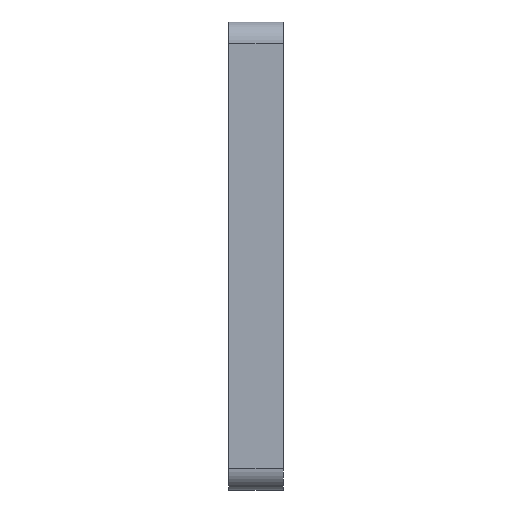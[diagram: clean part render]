
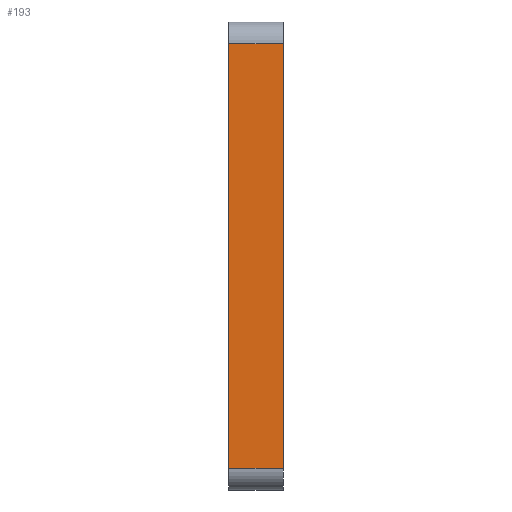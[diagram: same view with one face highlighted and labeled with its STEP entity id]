
A CAD part, left-side view. The second image highlights one B-rep face of the part: STEP entity #193.
In plain terms, the highlighted planar face has unit normal (-1, 0, 0).
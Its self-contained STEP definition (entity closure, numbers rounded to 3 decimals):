
#103 = PLANE ( 'NONE',  #293 ) ;
#114 = CARTESIAN_POINT ( 'NONE',  ( -48., 0., -43. ) ) ;
#132 = EDGE_CURVE ( 'NONE', #890, #448, #659, .T. ) ;
#179 = DIRECTION ( 'NONE',  ( 0., 0., 1. ) ) ;
#193 = ADVANCED_FACE ( 'NONE', ( #522 ), #103, .T. ) ;
#199 = LINE ( 'NONE', #628, #473 ) ;
#206 = VERTEX_POINT ( 'NONE', #896 ) ;
#231 = DIRECTION ( 'NONE',  ( 0., -1., 0. ) ) ;
#241 = DIRECTION ( 'NONE',  ( -1., 0., 0. ) ) ;
#242 = LINE ( 'NONE', #114, #400 ) ;
#256 = ORIENTED_EDGE ( 'NONE', *, *, #357, .T. ) ;
#269 = ORIENTED_EDGE ( 'NONE', *, *, #482, .T. ) ;
#293 = AXIS2_PLACEMENT_3D ( 'NONE', #593, #241, #798 ) ;
#324 = CARTESIAN_POINT ( 'NONE',  ( -48., 0., -41. ) ) ;
#350 = ORIENTED_EDGE ( 'NONE', *, *, #428, .F. ) ;
#357 = EDGE_CURVE ( 'NONE', #206, #678, #199, .T. ) ;
#364 = CARTESIAN_POINT ( 'NONE',  ( -48., -5., -41. ) ) ;
#380 = VECTOR ( 'NONE', #673, 1000. ) ;
#400 = VECTOR ( 'NONE', #179, 1000. ) ;
#412 = DIRECTION ( 'NONE',  ( 0., 1., 0. ) ) ;
#428 = EDGE_CURVE ( 'NONE', #890, #678, #242, .T. ) ;
#448 = VERTEX_POINT ( 'NONE', #537 ) ;
#462 = LINE ( 'NONE', #736, #380 ) ;
#473 = VECTOR ( 'NONE', #412, 1000. ) ;
#482 = EDGE_CURVE ( 'NONE', #448, #206, #462, .T. ) ;
#505 = ORIENTED_EDGE ( 'NONE', *, *, #132, .T. ) ;
#522 = FACE_OUTER_BOUND ( 'NONE', #808, .T. ) ;
#537 = CARTESIAN_POINT ( 'NONE',  ( -48., -5., -41. ) ) ;
#593 = CARTESIAN_POINT ( 'NONE',  ( -48., -5., -43. ) ) ;
#628 = CARTESIAN_POINT ( 'NONE',  ( -48., -5., -2. ) ) ;
#659 = LINE ( 'NONE', #364, #796 ) ;
#673 = DIRECTION ( 'NONE',  ( 0., 0., 1. ) ) ;
#678 = VERTEX_POINT ( 'NONE', #857 ) ;
#736 = CARTESIAN_POINT ( 'NONE',  ( -48., -5., -43. ) ) ;
#796 = VECTOR ( 'NONE', #231, 1000. ) ;
#798 = DIRECTION ( 'NONE',  ( 0., 0., 1. ) ) ;
#808 = EDGE_LOOP ( 'NONE', ( #269, #256, #350, #505 ) ) ;
#857 = CARTESIAN_POINT ( 'NONE',  ( -48., 0., -2. ) ) ;
#890 = VERTEX_POINT ( 'NONE', #324 ) ;
#896 = CARTESIAN_POINT ( 'NONE',  ( -48., -5., -2. ) ) ;
